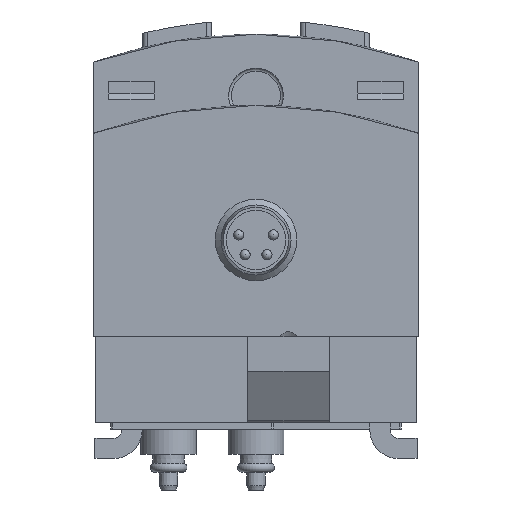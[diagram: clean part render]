
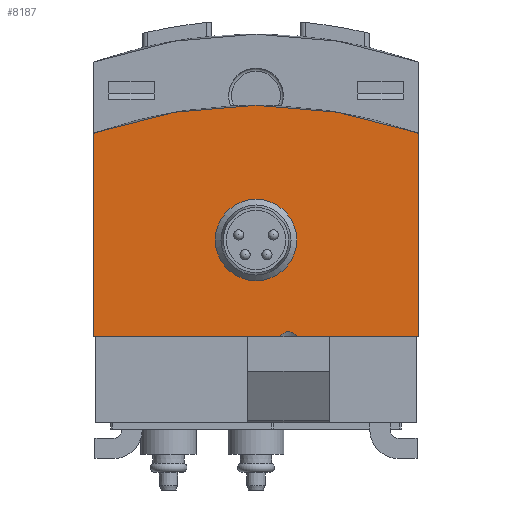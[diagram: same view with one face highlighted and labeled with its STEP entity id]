
A CAD part, front view. The second image highlights one B-rep face of the part: STEP entity #8187.
In plain terms, the highlighted planar face has unit normal (0, -1, 0).
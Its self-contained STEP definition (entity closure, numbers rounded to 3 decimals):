
#55=ELLIPSE('',#8617,3.4,1.7);
#289=CIRCLE('',#8605,48.);
#290=CIRCLE('',#8607,0.3);
#291=CIRCLE('',#8609,0.3);
#294=CIRCLE('',#8618,3.2);
#1010=ORIENTED_EDGE('',*,*,#2439,.F.);
#1011=ORIENTED_EDGE('',*,*,#2440,.F.);
#1012=ORIENTED_EDGE('',*,*,#2433,.F.);
#1013=ORIENTED_EDGE('',*,*,#2431,.F.);
#1014=ORIENTED_EDGE('',*,*,#2426,.F.);
#1015=ORIENTED_EDGE('',*,*,#2422,.F.);
#1016=ORIENTED_EDGE('',*,*,#2425,.F.);
#1017=ORIENTED_EDGE('',*,*,#2429,.F.);
#1018=ORIENTED_EDGE('',*,*,#2438,.F.);
#1019=ORIENTED_EDGE('',*,*,#2441,.F.);
#1020=ORIENTED_EDGE('',*,*,#2442,.F.);
#2422=EDGE_CURVE('',#3175,#3174,#289,.T.);
#2425=EDGE_CURVE('',#3176,#3175,#290,.T.);
#2426=EDGE_CURVE('',#3174,#3177,#291,.T.);
#2429=EDGE_CURVE('',#3178,#3176,#3733,.T.);
#2431=EDGE_CURVE('',#3177,#3179,#3735,.T.);
#2433=EDGE_CURVE('',#3179,#3040,#3737,.T.);
#2438=EDGE_CURVE('',#3039,#3178,#3740,.T.);
#2439=EDGE_CURVE('',#3180,#3181,#55,.F.);
#2440=EDGE_CURVE('',#3040,#3180,#3741,.T.);
#2441=EDGE_CURVE('',#3181,#3039,#3742,.T.);
#2442=EDGE_CURVE('',#3182,#3182,#294,.F.);
#3039=VERTEX_POINT('',#10990);
#3040=VERTEX_POINT('',#10994);
#3174=VERTEX_POINT('',#11463);
#3175=VERTEX_POINT('',#11466);
#3176=VERTEX_POINT('',#11471);
#3177=VERTEX_POINT('',#11475);
#3178=VERTEX_POINT('',#11480);
#3179=VERTEX_POINT('',#11485);
#3180=VERTEX_POINT('',#11496);
#3181=VERTEX_POINT('',#11497);
#3182=VERTEX_POINT('',#11501);
#3733=LINE('',#11479,#4275);
#3735=LINE('',#11484,#4277);
#3737=LINE('',#11488,#4279);
#3740=LINE('',#11493,#4282);
#3741=LINE('',#11498,#4283);
#3742=LINE('',#11499,#4284);
#4275=VECTOR('',#9595,1000.);
#4277=VECTOR('',#9601,1000.);
#4279=VECTOR('',#9605,1000.);
#4282=VECTOR('',#9612,1000.);
#4283=VECTOR('',#9617,1000.);
#4284=VECTOR('',#9618,1000.);
#4697=EDGE_LOOP('',(#1010,#1011,#1012,#1013,#1014,#1015,#1016,#1017,#1018,
#1019));
#4698=EDGE_LOOP('',(#1020));
#5134=FACE_BOUND('',#4697,.T.);
#5135=FACE_BOUND('',#4698,.T.);
#5523=PLANE('',#8616);
#8187=ADVANCED_FACE('',(#5134,#5135),#5523,.F.);
#8605=AXIS2_PLACEMENT_3D('',#11467,#9579,#9580);
#8607=AXIS2_PLACEMENT_3D('',#11472,#9585,#9586);
#8609=AXIS2_PLACEMENT_3D('',#11474,#9589,#9590);
#8616=AXIS2_PLACEMENT_3D('',#11494,#9613,#9614);
#8617=AXIS2_PLACEMENT_3D('',#11495,#9615,#9616);
#8618=AXIS2_PLACEMENT_3D('',#11500,#9619,#9620);
#9579=DIRECTION('',(0.,1.,0.));
#9580=DIRECTION('',(1.,0.,0.));
#9585=DIRECTION('',(0.,1.,0.));
#9586=DIRECTION('',(1.,0.,0.));
#9589=DIRECTION('',(0.,1.,0.));
#9590=DIRECTION('',(1.,0.,0.));
#9595=DIRECTION('',(0.,0.,1.));
#9601=DIRECTION('',(0.,0.,-1.));
#9605=DIRECTION('',(-1.,0.,0.));
#9612=DIRECTION('',(-1.,0.,0.));
#9613=DIRECTION('',(0.,1.,0.));
#9614=DIRECTION('',(0.,0.,1.));
#9615=DIRECTION('',(0.,1.,0.));
#9616=DIRECTION('',(0.,0.,-1.));
#9617=DIRECTION('',(-1.,0.,0.));
#9618=DIRECTION('',(-1.,0.,0.));
#9619=DIRECTION('',(0.,1.,0.));
#9620=DIRECTION('',(0.,0.,1.));
#10990=CARTESIAN_POINT('',(-15.8,-7.9,-10.9));
#10994=CARTESIAN_POINT('',(15.8,-7.9,-10.9));
#11463=CARTESIAN_POINT('',(15.809,-7.9,9.172));
#11466=CARTESIAN_POINT('',(-15.809,-7.9,9.172));
#11467=CARTESIAN_POINT('',(0.,-7.9,-36.15));
#11471=CARTESIAN_POINT('',(-16.01,-7.9,8.889));
#11472=CARTESIAN_POINT('',(-15.71,-7.9,8.889));
#11474=CARTESIAN_POINT('',(15.71,-7.9,8.889));
#11475=CARTESIAN_POINT('',(16.01,-7.9,8.889));
#11479=CARTESIAN_POINT('',(-16.01,-7.9,-10.9));
#11480=CARTESIAN_POINT('',(-16.01,-7.9,-10.9));
#11484=CARTESIAN_POINT('',(16.01,-7.9,8.889));
#11485=CARTESIAN_POINT('',(16.01,-7.9,-10.9));
#11488=CARTESIAN_POINT('',(16.01,-7.9,-10.9));
#11493=CARTESIAN_POINT('',(16.01,-7.9,-10.9));
#11494=CARTESIAN_POINT('',(-15.71,-7.9,8.889));
#11495=CARTESIAN_POINT('',(3.2,-7.9,-13.828));
#11496=CARTESIAN_POINT('',(4.064,-7.9,-10.9));
#11497=CARTESIAN_POINT('',(2.336,-7.9,-10.9));
#11498=CARTESIAN_POINT('',(16.01,-7.9,-10.9));
#11499=CARTESIAN_POINT('',(16.01,-7.9,-10.9));
#11500=CARTESIAN_POINT('',(0.,-7.9,-1.4));
#11501=CARTESIAN_POINT('',(0.,-7.9,1.8));
